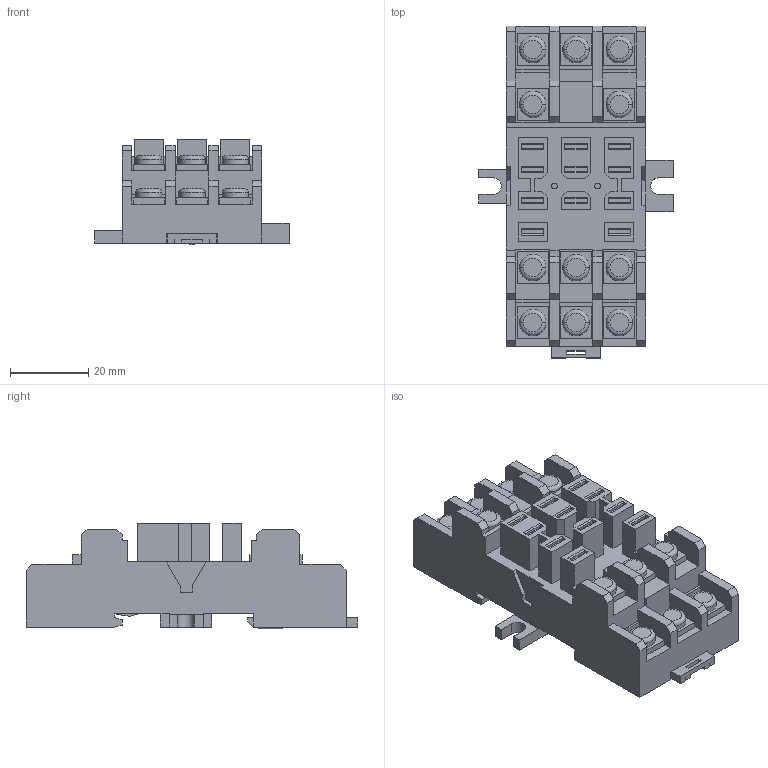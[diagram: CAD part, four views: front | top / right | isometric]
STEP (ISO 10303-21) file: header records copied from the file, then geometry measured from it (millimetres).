
FILE_DESCRIPTION((''),'2;1');
FILE_NAME('C-2-1393844-5','2009-12-08T',('workeradm'),(''),'PRO/ENGINEER BY PARAMETRIC TECHNOLOGY CORPORATION, 2008380','PRO/ENGINEER BY PARAMETRIC TECHNOLOGY CORPORATION, 2008380','');
FILE_SCHEMA(('AUTOMOTIVE_DESIGN { 1 0 10303 214 1 1 1 1 }'));
Length unit declared in the file: millimetre
Products named in the file (1): C-2-1393844-5
Bounding box: 49.5 x 84.58 x 26.95 mm (x, y, z)
Volume: 48948.5 mm3; surface area: 17318.2 mm2
Topology: 1 solids, 1 shells, 502 faces, 1319 edges, 857 vertices
Faces by surface type: plane 446, cylinder 34, torus 22
Entity records: 15218 total; most frequent: CARTESIAN_POINT 2679, ORIENTED_EDGE 2638, DIRECTION 2442, EDGE_CURVE 1319, VECTOR 1200, LINE 1200, VERTEX_POINT 857, AXIS2_PLACEMENT_3D 621
